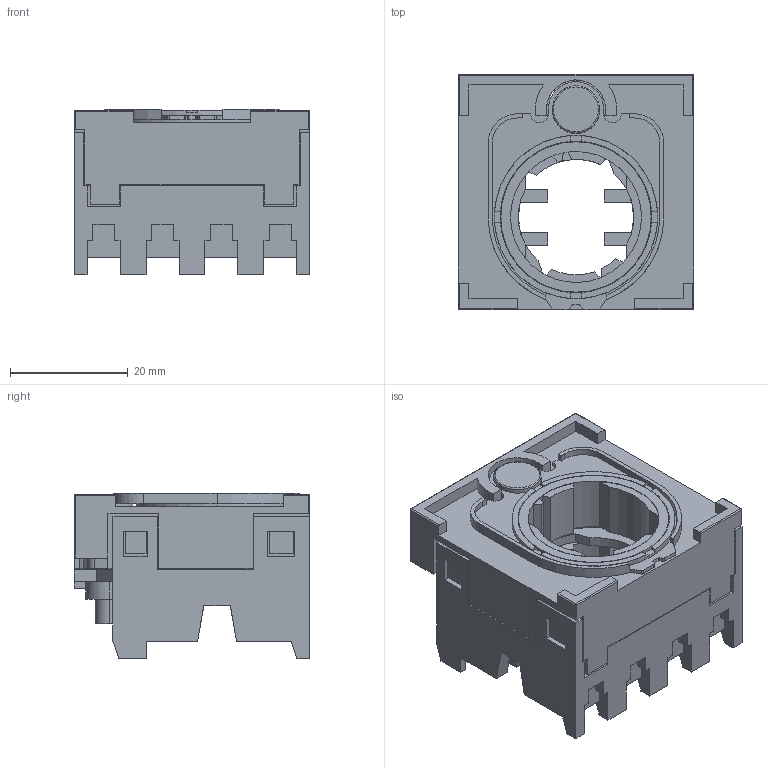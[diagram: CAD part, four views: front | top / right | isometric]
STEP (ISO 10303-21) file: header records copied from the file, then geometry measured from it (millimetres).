
FILE_DESCRIPTION(('STEP AP214'),'1');
FILE_NAME('cctmp_603BDB7A-0D32-4849-B71F-13E5E0355A4A_2023_07_21_16_41_44_0669..stp','2023-07-21T14:41:45',('SIEMENS A&D'),('CADClick - www.CADClick.com'),'Spatial InterOp 3D postprocessed',' ','unknown authorization');
FILE_SCHEMA(('AUTOMOTIVE_DESIGN'));
Length unit declared in the file: millimetre
Products named in the file (1): 2023_07_21_16_41_44_0612
Bounding box: 39.9 x 40 x 28.1 mm (x, y, z)
Volume: 23776 mm3; surface area: 14968.4 mm2
Topology: 1 solids, 1 shells, 1096 faces, 3148 edges, 2089 vertices
Faces by surface type: plane 960, cylinder 134, torus 2
Entity records: 59718 total; most frequent: STYLED_ITEM 6334, PRESENTATION_STYLE_ASSIGNMENT 6334, CARTESIAN_POINT 6334, ORIENTED_EDGE 6296, DIRECTION 5668, EDGE_CURVE 3148, CURVE_STYLE 3148, DRAUGHTING_PRE_DEFINED_CURVE_FONT 3148
